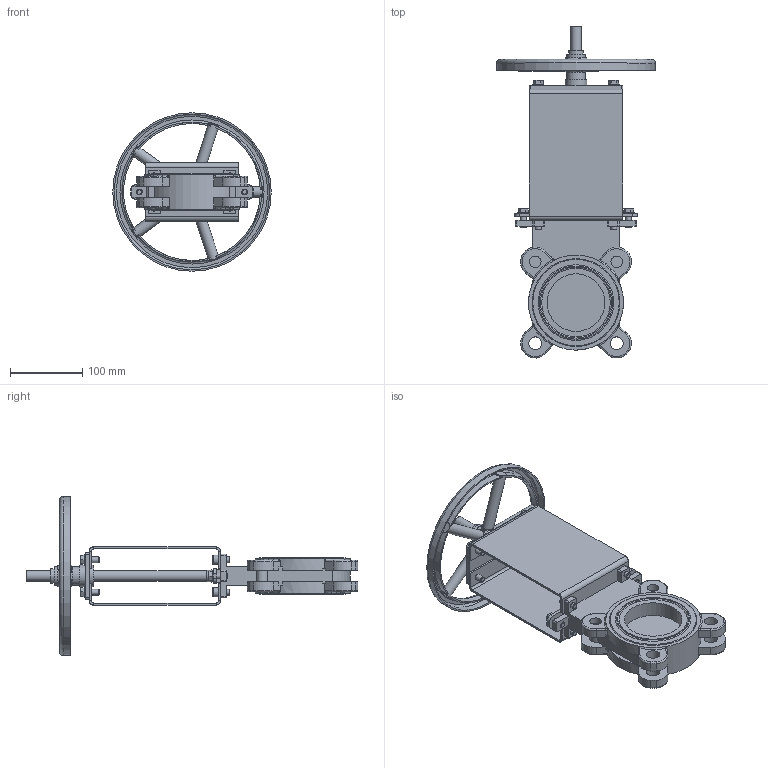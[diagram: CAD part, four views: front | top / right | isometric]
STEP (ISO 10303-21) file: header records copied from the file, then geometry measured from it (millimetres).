
FILE_DESCRIPTION(/* description */ (''),/* implementation_level */ '2;1');
FILE_NAME(/* name */ 'DN80_3D_STEP.stp',/* time_stamp */ '2023-12-27T18:16:05+03:00',/* author */ ('igorr'),/* organization */ (''),/* preprocessor_version */ 'ST-DEVELOPER v19.2',/* originating_system */ 'Autodesk Inventor 2023',/* authorisation */ '');
FILE_SCHEMA (('AUTOMOTIVE_DESIGN { 1 0 10303 214 3 1 1 }'));
Length unit declared in the file: millimetre
Products named in the file (8): Сборка; Деталь1; Деталь3; Деталь4; Деталь5; Деталь2; AS 1427 - M8 x 20; AS 1420 - 1973 - M8 x 16
Assembly tree (16 placements, depth 2):
  Сборка
    Деталь1
    Деталь2  x2
    Деталь3
    Деталь4
    Деталь5
    AS 1427 - M8 x 20  x6
    AS 1420 - 1973 - M8 x 16  x4
Bounding box: 220 x 460.86 x 220 mm (x, y, z)
Volume: 1227735.9 mm3; surface area: 361016.4 mm2
Topology: 16 solids, 16 shells, 611 faces, 1519 edges, 968 vertices
Faces by surface type: plane 316, cylinder 160, bspline 59, torus 46, cone 30
Full cylindrical faces by diameter (mm): 6.466 x6, 8 x28, 13 x4, 15 x7, 16 x10, 18 x4, 20 x1, 26 x2, 30 x2, 80 x2, 216 x1, 220 x1
Entity records: 17392 total; most frequent: CARTESIAN_POINT 5483, ORIENTED_EDGE 2378, DIRECTION 2218, EDGE_CURVE 1189, AXIS2_PLACEMENT_3D 813, VERTEX_POINT 759, LINE 592, VECTOR 592
